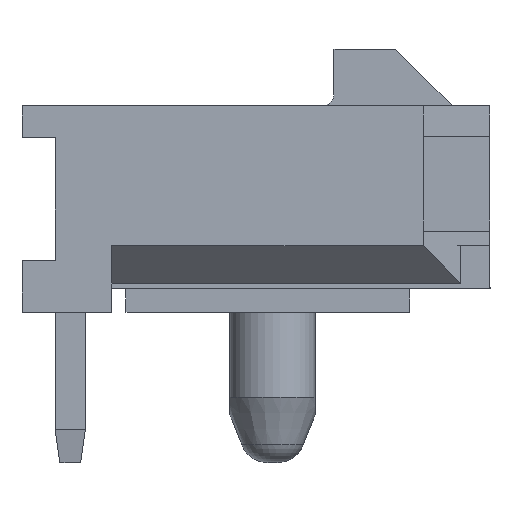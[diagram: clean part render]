
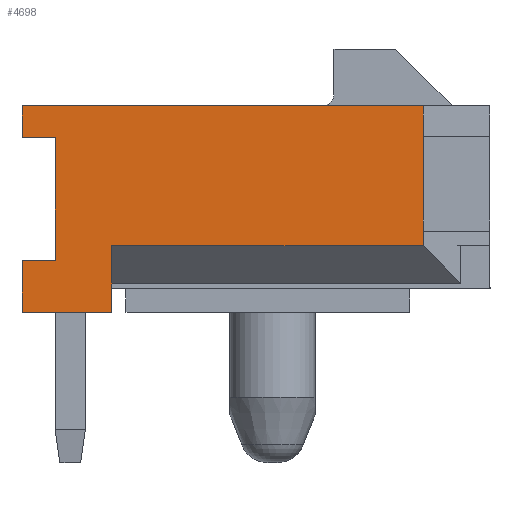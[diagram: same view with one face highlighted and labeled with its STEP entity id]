
A CAD part, left-side view. The second image highlights one B-rep face of the part: STEP entity #4698.
In plain terms, the highlighted planar face has unit normal (-1, 0, 0).
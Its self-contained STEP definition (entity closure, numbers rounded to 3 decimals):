
#635=ORIENTED_EDGE('',*,*,#1898,.T.);
#636=ORIENTED_EDGE('',*,*,#1899,.T.);
#637=ORIENTED_EDGE('',*,*,#1891,.T.);
#638=ORIENTED_EDGE('',*,*,#1900,.T.);
#639=ORIENTED_EDGE('',*,*,#1901,.F.);
#640=ORIENTED_EDGE('',*,*,#1902,.T.);
#641=ORIENTED_EDGE('',*,*,#1903,.F.);
#642=ORIENTED_EDGE('',*,*,#1904,.F.);
#643=ORIENTED_EDGE('',*,*,#1905,.F.);
#644=ORIENTED_EDGE('',*,*,#1596,.T.);
#645=ORIENTED_EDGE('',*,*,#1897,.T.);
#646=ORIENTED_EDGE('',*,*,#1906,.T.);
#1596=EDGE_CURVE('',#2260,#2259,#2701,.T.);
#1891=EDGE_CURVE('',#2486,#2487,#2996,.T.);
#1897=EDGE_CURVE('',#2259,#2491,#3002,.T.);
#1898=EDGE_CURVE('',#2492,#2493,#3003,.T.);
#1899=EDGE_CURVE('',#2493,#2486,#3004,.T.);
#1900=EDGE_CURVE('',#2487,#2494,#3005,.T.);
#1901=EDGE_CURVE('',#2495,#2494,#3006,.T.);
#1902=EDGE_CURVE('',#2495,#2496,#3007,.T.);
#1903=EDGE_CURVE('',#2497,#2496,#3008,.T.);
#1904=EDGE_CURVE('',#2498,#2497,#3009,.T.);
#1905=EDGE_CURVE('',#2260,#2498,#3010,.T.);
#1906=EDGE_CURVE('',#2491,#2492,#3011,.T.);
#2259=VERTEX_POINT('',#6674);
#2260=VERTEX_POINT('',#6676);
#2486=VERTEX_POINT('',#7249);
#2487=VERTEX_POINT('',#7250);
#2491=VERTEX_POINT('',#7260);
#2492=VERTEX_POINT('',#7264);
#2493=VERTEX_POINT('',#7265);
#2494=VERTEX_POINT('',#7268);
#2495=VERTEX_POINT('',#7270);
#2496=VERTEX_POINT('',#7272);
#2497=VERTEX_POINT('',#7274);
#2498=VERTEX_POINT('',#7276);
#2701=LINE('',#6675,#3357);
#2996=LINE('',#7248,#3652);
#3002=LINE('',#7261,#3658);
#3003=LINE('',#7263,#3659);
#3004=LINE('',#7266,#3660);
#3005=LINE('',#7267,#3661);
#3006=LINE('',#7269,#3662);
#3007=LINE('',#7271,#3663);
#3008=LINE('',#7273,#3664);
#3009=LINE('',#7275,#3665);
#3010=LINE('',#7277,#3666);
#3011=LINE('',#7278,#3667);
#3357=VECTOR('',#5370,1000.);
#3652=VECTOR('',#5769,1000.);
#3658=VECTOR('',#5777,1000.);
#3659=VECTOR('',#5780,1000.);
#3660=VECTOR('',#5781,1000.);
#3661=VECTOR('',#5782,1000.);
#3662=VECTOR('',#5783,1000.);
#3663=VECTOR('',#5784,1000.);
#3664=VECTOR('',#5785,1000.);
#3665=VECTOR('',#5786,1000.);
#3666=VECTOR('',#5787,1000.);
#3667=VECTOR('',#5788,1000.);
#3971=EDGE_LOOP('',(#635,#636,#637,#638,#639,#640,#641,#642,#643,#644,#645,
#646));
#4225=FACE_BOUND('',#3971,.T.);
#4464=PLANE('',#4979);
#4698=ADVANCED_FACE('',(#4225),#4464,.T.);
#4979=AXIS2_PLACEMENT_3D('',#7262,#5778,#5779);
#5370=DIRECTION('',(0.,1.,0.));
#5769=DIRECTION('',(0.,0.,-1.));
#5777=DIRECTION('',(0.,0.,-1.));
#5778=DIRECTION('',(-1.,0.,0.));
#5779=DIRECTION('',(0.,0.,1.));
#5780=DIRECTION('',(0.,0.,-1.));
#5781=DIRECTION('',(0.,1.,0.));
#5782=DIRECTION('',(0.,-1.,0.));
#5783=DIRECTION('',(0.,0.,-1.));
#5784=DIRECTION('',(0.,-1.,0.));
#5785=DIRECTION('',(0.,0.,-1.));
#5786=DIRECTION('',(0.,0.,-1.));
#5787=DIRECTION('',(0.,0.,-1.));
#5788=DIRECTION('',(0.,-1.,0.));
#6674=CARTESIAN_POINT('',(-9.325,4.95,2.185));
#6675=CARTESIAN_POINT('',(-9.325,-4.95,2.185));
#6676=CARTESIAN_POINT('',(-9.325,-3.536,2.185));
#7248=CARTESIAN_POINT('',(-9.325,4.95,2.185));
#7249=CARTESIAN_POINT('',(-9.325,4.95,-1.085));
#7250=CARTESIAN_POINT('',(-9.325,4.95,-2.185));
#7260=CARTESIAN_POINT('',(-9.325,4.95,1.515));
#7261=CARTESIAN_POINT('',(-9.325,4.95,2.185));
#7262=CARTESIAN_POINT('',(-9.325,0.,0.));
#7263=CARTESIAN_POINT('',(-9.325,4.25,0.));
#7264=CARTESIAN_POINT('',(-9.325,4.25,1.515));
#7265=CARTESIAN_POINT('',(-9.325,4.25,-1.085));
#7266=CARTESIAN_POINT('',(-9.325,0.,-1.085));
#7267=CARTESIAN_POINT('',(-9.325,4.95,-2.185));
#7268=CARTESIAN_POINT('',(-9.325,3.05,-2.185));
#7269=CARTESIAN_POINT('',(-9.325,3.05,-2.185));
#7270=CARTESIAN_POINT('',(-9.325,3.05,-0.771));
#7271=CARTESIAN_POINT('',(-9.325,3.05,-0.771));
#7272=CARTESIAN_POINT('',(-9.325,-3.536,-0.771));
#7273=CARTESIAN_POINT('',(-9.325,-3.536,0.));
#7274=CARTESIAN_POINT('',(-9.325,-3.536,-0.465));
#7275=CARTESIAN_POINT('',(-9.325,-3.536,1.535));
#7276=CARTESIAN_POINT('',(-9.325,-3.536,1.535));
#7277=CARTESIAN_POINT('',(-9.325,-3.536,0.));
#7278=CARTESIAN_POINT('',(-9.325,0.,1.515));
